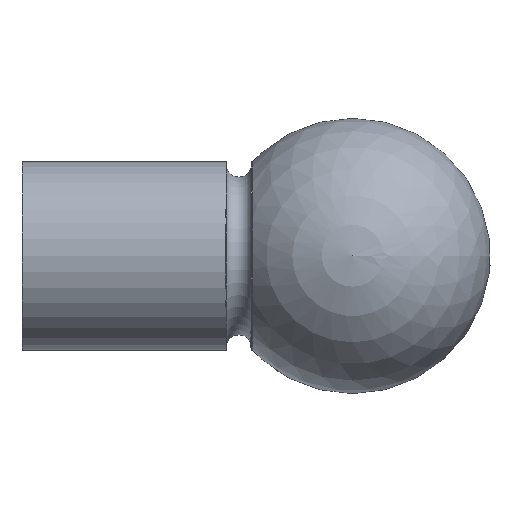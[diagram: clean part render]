
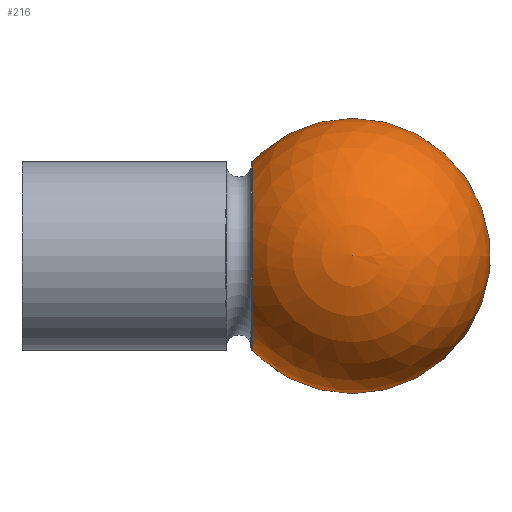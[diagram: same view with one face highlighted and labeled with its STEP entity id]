
A CAD part, top view. The second image highlights one B-rep face of the part: STEP entity #216.
In plain terms, the highlighted spherical face has radius 7.5 mm.
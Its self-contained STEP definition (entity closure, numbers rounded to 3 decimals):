
#109=SPHERICAL_SURFACE('',#728,7.5);
#113=FACE_OUTER_BOUND('',#318,.T.);
#216=ADVANCED_FACE('',(#113),#109,.T.);
#318=EDGE_LOOP('',(#387,#388,#389));
#387=ORIENTED_EDGE('',*,*,#599,.T.);
#388=ORIENTED_EDGE('',*,*,#601,.T.);
#389=ORIENTED_EDGE('',*,*,#605,.T.);
#538=VERTEX_POINT('',#976);
#539=VERTEX_POINT('',#977);
#540=VERTEX_POINT('',#979);
#599=EDGE_CURVE('',#538,#539,#681,.T.);
#601=EDGE_CURVE('',#539,#540,#682,.T.);
#605=EDGE_CURVE('',#540,#538,#686,.T.);
#681=CIRCLE('',#719,5.763);
#682=CIRCLE('',#720,5.763);
#686=CIRCLE('',#727,5.149);
#719=AXIS2_PLACEMENT_3D('',#975,#806,#807);
#720=AXIS2_PLACEMENT_3D('',#980,#809,#810);
#727=AXIS2_PLACEMENT_3D('',#989,#823,#824);
#728=AXIS2_PLACEMENT_3D('',#990,#825,#826);
#806=DIRECTION('',(0.,0.,1.));
#807=DIRECTION('',(0.,1.,0.));
#809=DIRECTION('',(0.,0.,1.));
#810=DIRECTION('',(0.,1.,0.));
#823=DIRECTION('',(-1.,0.,0.));
#824=DIRECTION('',(0.,0.,-1.));
#825=DIRECTION('',(0.,0.,1.));
#826=DIRECTION('',(-1.,0.,0.));
#975=CARTESIAN_POINT('',(0.,0.,-4.8));
#976=CARTESIAN_POINT('',(5.438,2.13,-4.742));
#977=CARTESIAN_POINT('',(3.985,-4.162,-4.8));
#979=CARTESIAN_POINT('',(5.453,-1.864,-4.8));
#980=CARTESIAN_POINT('',(0.,0.,-4.8));
#989=CARTESIAN_POINT('',(5.453,0.,0.));
#990=CARTESIAN_POINT('',(0.,0.,0.));
